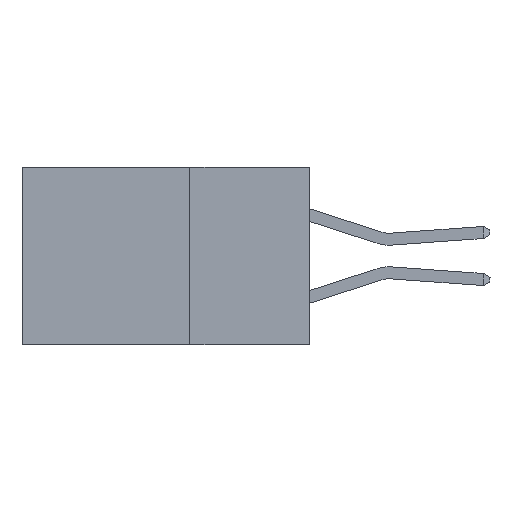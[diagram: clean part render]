
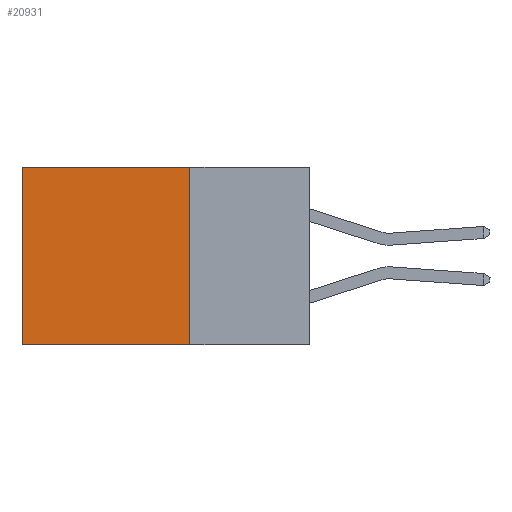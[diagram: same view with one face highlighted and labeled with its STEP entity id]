
A CAD part, left-side view. The second image highlights one B-rep face of the part: STEP entity #20931.
In plain terms, the highlighted planar face has unit normal (-1, 0, 0).
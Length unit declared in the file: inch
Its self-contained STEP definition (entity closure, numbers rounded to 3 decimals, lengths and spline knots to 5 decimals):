
#130 = VECTOR ( 'NONE', #14807, 39.37008 ) ;
#1091 = DIRECTION ( 'NONE',  ( 1., 0., 0. ) ) ;
#1512 = EDGE_CURVE ( 'NONE', #15332, #18735, #13424, .T. ) ;
#1920 = ORIENTED_EDGE ( 'NONE', *, *, #7399, .T. ) ;
#1946 = CARTESIAN_POINT ( 'NONE',  ( 0.2615, 0.6, 0. ) ) ;
#2248 = VECTOR ( 'NONE', #19279, 39.37008 ) ;
#2557 = DIRECTION ( 'NONE',  ( 0., 1., 0. ) ) ;
#2712 = CARTESIAN_POINT ( 'NONE',  ( 0.2615, 0.6, -0.37 ) ) ;
#3261 = CARTESIAN_POINT ( 'NONE',  ( 0.2615, 0.6, -0.37 ) ) ;
#4611 = ORIENTED_EDGE ( 'NONE', *, *, #7310, .T. ) ;
#4693 = FACE_OUTER_BOUND ( 'NONE', #19760, .T. ) ;
#5576 = ORIENTED_EDGE ( 'NONE', *, *, #6757, .F. ) ;
#6757 = EDGE_CURVE ( 'NONE', #18735, #10875, #19603, .T. ) ;
#7073 = CARTESIAN_POINT ( 'NONE',  ( 0.2615, 0.25, -0.37 ) ) ;
#7310 = EDGE_CURVE ( 'NONE', #15332, #19904, #14415, .T. ) ;
#7399 = EDGE_CURVE ( 'NONE', #19904, #10875, #8568, .T. ) ;
#8030 = VECTOR ( 'NONE', #9496, 39.37008 ) ;
#8568 = LINE ( 'NONE', #2712, #8030 ) ;
#9496 = DIRECTION ( 'NONE',  ( 0., 0., -1. ) ) ;
#9623 = VECTOR ( 'NONE', #2557, 39.37008 ) ;
#10829 = CARTESIAN_POINT ( 'NONE',  ( 0.2615, 0.25, 0. ) ) ;
#10875 = VERTEX_POINT ( 'NONE', #3261 ) ;
#11103 = PLANE ( 'NONE',  #11675 ) ;
#11348 = CARTESIAN_POINT ( 'NONE',  ( 0.2615, 0.25, -0.37 ) ) ;
#11675 = AXIS2_PLACEMENT_3D ( 'NONE', #17487, #1091, #12750 ) ;
#12750 = DIRECTION ( 'NONE',  ( 0., 0., -1. ) ) ;
#13424 = LINE ( 'NONE', #7073, #130 ) ;
#13929 = CARTESIAN_POINT ( 'NONE',  ( 0.2615, 0.25, -0.37 ) ) ;
#14415 = LINE ( 'NONE', #10829, #9623 ) ;
#14807 = DIRECTION ( 'NONE',  ( 0., 0., -1. ) ) ;
#15332 = VERTEX_POINT ( 'NONE', #19651 ) ;
#16807 = ORIENTED_EDGE ( 'NONE', *, *, #1512, .F. ) ;
#17487 = CARTESIAN_POINT ( 'NONE',  ( 0.2615, 0.25, -0.37 ) ) ;
#18735 = VERTEX_POINT ( 'NONE', #13929 ) ;
#19279 = DIRECTION ( 'NONE',  ( 0., 1., 0. ) ) ;
#19603 = LINE ( 'NONE', #11348, #2248 ) ;
#19651 = CARTESIAN_POINT ( 'NONE',  ( 0.2615, 0.25, 0. ) ) ;
#19760 = EDGE_LOOP ( 'NONE', ( #1920, #5576, #16807, #4611 ) ) ;
#19904 = VERTEX_POINT ( 'NONE', #1946 ) ;
#20931 = ADVANCED_FACE ( 'NONE', ( #4693 ), #11103, .F. ) ;
